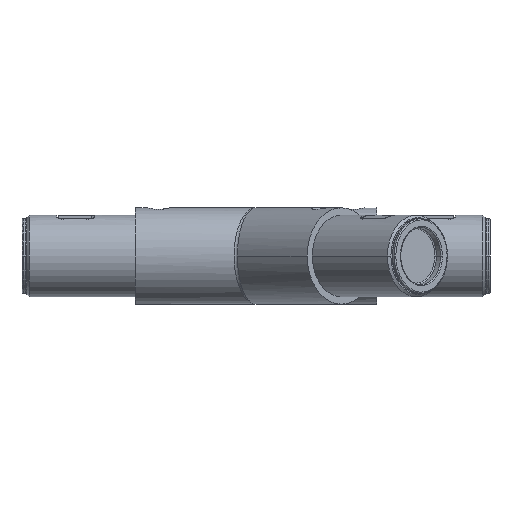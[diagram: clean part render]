
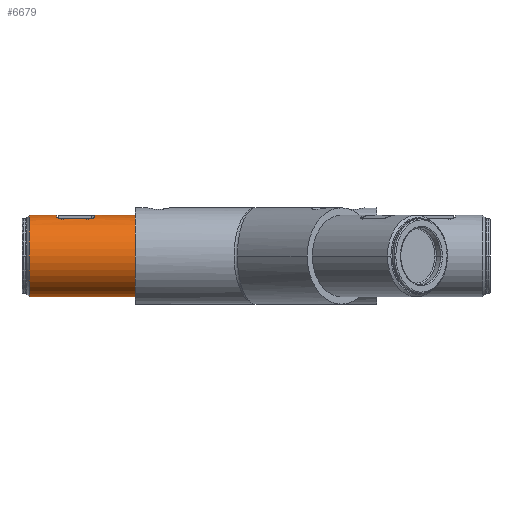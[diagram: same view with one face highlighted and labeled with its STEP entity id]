
A CAD part, front view. The second image highlights one B-rep face of the part: STEP entity #6679.
In plain terms, the highlighted cylindrical face has radius 16.9 mm (diameter 33.8 mm), a partial arc.
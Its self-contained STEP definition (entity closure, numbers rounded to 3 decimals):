
#297 = DIRECTION ( 'NONE',  ( 1., 0., 0. ) ) ;
#398 = AXIS2_PLACEMENT_3D ( 'NONE', #17261, #5089, #17353 ) ;
#438 = CARTESIAN_POINT ( 'NONE',  ( -95., 0., 16.9 ) ) ;
#550 = CARTESIAN_POINT ( 'NONE',  ( -95., -7., 15.382 ) ) ;
#689 = AXIS2_PLACEMENT_3D ( 'NONE', #3251, #1903, #12910 ) ;
#1060 = CARTESIAN_POINT ( 'NONE',  ( -68.116, -6.715, 15.509 ) ) ;
#1082 = ORIENTED_EDGE ( 'NONE', *, *, #5197, .F. ) ;
#1258 = ORIENTED_EDGE ( 'NONE', *, *, #15586, .T. ) ;
#1328 = VECTOR ( 'NONE', #297, 1000. ) ;
#1404 = CIRCLE ( 'NONE', #11875, 16.9 ) ;
#1803 = CIRCLE ( 'NONE', #14278, 16.9 ) ;
#1841 = CARTESIAN_POINT ( 'NONE',  ( -80.5, -7., 15.382 ) ) ;
#1903 = DIRECTION ( 'NONE',  ( 1., 0., 0. ) ) ;
#2107 = CARTESIAN_POINT ( 'NONE',  ( -80.637, -7., 15.382 ) ) ;
#2259 = CARTESIAN_POINT ( 'NONE',  ( -80.5, -7., 15.382 ) ) ;
#2271 = CARTESIAN_POINT ( 'NONE',  ( -69.239, -7., 15.382 ) ) ;
#2651 = CARTESIAN_POINT ( 'NONE',  ( -94., 0., 0. ) ) ;
#2808 = DIRECTION ( 'NONE',  ( -1., 0., 0. ) ) ;
#2865 = CARTESIAN_POINT ( 'NONE',  ( -95., 0., -16.9 ) ) ;
#2985 = CARTESIAN_POINT ( 'NONE',  ( -50., 0., 0. ) ) ;
#3220 = CIRCLE ( 'NONE', #398, 16.9 ) ;
#3251 = CARTESIAN_POINT ( 'NONE',  ( -95., 0., 0. ) ) ;
#3272 = CARTESIAN_POINT ( 'NONE',  ( -82.245, -5.985, 15.805 ) ) ;
#3357 = CARTESIAN_POINT ( 'NONE',  ( -81.038, -6.931, 15.413 ) ) ;
#3390 = VERTEX_POINT ( 'NONE', #15513 ) ;
#3557 = VERTEX_POINT ( 'NONE', #16835 ) ;
#3892 = CARTESIAN_POINT ( 'NONE',  ( -67., -4.862, 16.186 ) ) ;
#4084 = ORIENTED_EDGE ( 'NONE', *, *, #5123, .F. ) ;
#4503 = ORIENTED_EDGE ( 'NONE', *, *, #10488, .F. ) ;
#4673 = VERTEX_POINT ( 'NONE', #16770 ) ;
#4843 = LINE ( 'NONE', #550, #11278 ) ;
#5008 = VERTEX_POINT ( 'NONE', #6444 ) ;
#5089 = DIRECTION ( 'NONE',  ( -1., 0., 0. ) ) ;
#5114 = CARTESIAN_POINT ( 'NONE',  ( -67.464, -6.165, 15.737 ) ) ;
#5123 = EDGE_CURVE ( 'NONE', #4673, #6844, #10040, .T. ) ;
#5197 = EDGE_CURVE ( 'NONE', #15674, #5008, #12753, .T. ) ;
#5374 = EDGE_CURVE ( 'NONE', #4673, #3557, #7357, .T. ) ;
#5377 = CARTESIAN_POINT ( 'NONE',  ( -67., -5.147, 16.1 ) ) ;
#5485 = EDGE_LOOP ( 'NONE', ( #16302, #12070, #4503, #1082, #9274, #17136, #1258, #4084, #12313, #9793 ) ) ;
#5789 = DIRECTION ( 'NONE',  ( 0., 0., -1. ) ) ;
#5994 = CARTESIAN_POINT ( 'NONE',  ( -82.45, -5.514, 15.977 ) ) ;
#6083 = DIRECTION ( 'NONE',  ( 1., 0., 0. ) ) ;
#6444 = CARTESIAN_POINT ( 'NONE',  ( -50., 0., 16.9 ) ) ;
#6530 = CARTESIAN_POINT ( 'NONE',  ( -68.518, -6.882, 15.435 ) ) ;
#6679 = ADVANCED_FACE ( 'NONE', ( #11301 ), #8696, .T. ) ;
#6844 = VERTEX_POINT ( 'NONE', #2259 ) ;
#6866 = DIRECTION ( 'NONE',  ( 1., 0., 0. ) ) ;
#7200 = LINE ( 'NONE', #438, #13676 ) ;
#7295 = CARTESIAN_POINT ( 'NONE',  ( -81.527, -6.721, 15.506 ) ) ;
#7357 = CIRCLE ( 'NONE', #11941, 16.9 ) ;
#7384 = CARTESIAN_POINT ( 'NONE',  ( -82.023, -6.302, 15.681 ) ) ;
#7705 = VERTEX_POINT ( 'NONE', #10327 ) ;
#7945 = EDGE_CURVE ( 'NONE', #7705, #17459, #1404, .T. ) ;
#8336 = DIRECTION ( 'NONE',  ( 1., 0., 0. ) ) ;
#8627 = CARTESIAN_POINT ( 'NONE',  ( -80.774, -6.986, 15.389 ) ) ;
#8696 = CYLINDRICAL_SURFACE ( 'NONE', #689, 16.9 ) ;
#8713 = CARTESIAN_POINT ( 'NONE',  ( -81.409, -6.786, 15.478 ) ) ;
#8733 = CARTESIAN_POINT ( 'NONE',  ( -67., 0., 16.9 ) ) ;
#8791 = B_SPLINE_CURVE_WITH_KNOTS ( 'NONE', 3,
 ( #9354, #15870, #14899, #11854, #6530, #1060, #16052, #5114, #9177, #12121, #5377, #3892 ),
 .UNSPECIFIED., .F., .F.,
 ( 4, 2, 2, 2, 2, 4 ),
 ( 0., 0., 0.001, 0.002, 0.003, 0.004 ),
 .UNSPECIFIED. ) ;
#8874 = CARTESIAN_POINT ( 'NONE',  ( -82.5, 0., 0. ) ) ;
#9098 = EDGE_CURVE ( 'NONE', #17459, #3557, #7200, .T. ) ;
#9177 = CARTESIAN_POINT ( 'NONE',  ( -67.296, -5.932, 15.827 ) ) ;
#9274 = ORIENTED_EDGE ( 'NONE', *, *, #9536, .F. ) ;
#9354 = CARTESIAN_POINT ( 'NONE',  ( -69.239, -7., 15.382 ) ) ;
#9536 = EDGE_CURVE ( 'NONE', #3390, #15674, #3220, .T. ) ;
#9793 = ORIENTED_EDGE ( 'NONE', *, *, #9098, .F. ) ;
#9894 = CARTESIAN_POINT ( 'NONE',  ( -81.165, -6.891, 15.431 ) ) ;
#10040 = B_SPLINE_CURVE_WITH_KNOTS ( 'NONE', 3,
 ( #15431, #12665, #5994, #15519, #3272, #11323, #7384, #12844, #16840, #7295, #8713, #9894, #3357, #8627, #2107, #1841 ),
 .UNSPECIFIED., .F., .F.,
 ( 4, 2, 2, 2, 2, 2, 2, 4 ),
 ( 0., 0.001, 0.001, 0.002, 0.002, 0.002, 0.003, 0.003 ),
 .UNSPECIFIED. ) ;
#10327 = CARTESIAN_POINT ( 'NONE',  ( -94., 0., -16.9 ) ) ;
#10488 = EDGE_CURVE ( 'NONE', #5008, #12701, #1803, .T. ) ;
#10952 = DIRECTION ( 'NONE',  ( 0., 0., 1. ) ) ;
#11278 = VECTOR ( 'NONE', #11522, 1000. ) ;
#11301 = FACE_OUTER_BOUND ( 'NONE', #5485, .T. ) ;
#11323 = CARTESIAN_POINT ( 'NONE',  ( -82.105, -6.2, 15.722 ) ) ;
#11522 = DIRECTION ( 'NONE',  ( -1., 0., 0. ) ) ;
#11645 = VECTOR ( 'NONE', #6083, 1000. ) ;
#11854 = CARTESIAN_POINT ( 'NONE',  ( -68.659, -6.926, 15.416 ) ) ;
#11875 = AXIS2_PLACEMENT_3D ( 'NONE', #2651, #16127, #17372 ) ;
#11907 = EDGE_CURVE ( 'NONE', #12784, #3390, #8791, .T. ) ;
#11941 = AXIS2_PLACEMENT_3D ( 'NONE', #8874, #2808, #10952 ) ;
#12070 = ORIENTED_EDGE ( 'NONE', *, *, #17311, .T. ) ;
#12121 = CARTESIAN_POINT ( 'NONE',  ( -67.065, -5.426, 16.008 ) ) ;
#12313 = ORIENTED_EDGE ( 'NONE', *, *, #5374, .T. ) ;
#12417 = LINE ( 'NONE', #2865, #1328 ) ;
#12566 = CARTESIAN_POINT ( 'NONE',  ( -50., 0., -16.9 ) ) ;
#12665 = CARTESIAN_POINT ( 'NONE',  ( -82.5, -5.261, 16.063 ) ) ;
#12701 = VERTEX_POINT ( 'NONE', #12566 ) ;
#12753 = LINE ( 'NONE', #15687, #11645 ) ;
#12784 = VERTEX_POINT ( 'NONE', #2271 ) ;
#12844 = CARTESIAN_POINT ( 'NONE',  ( -81.842, -6.488, 15.605 ) ) ;
#12910 = DIRECTION ( 'NONE',  ( 0., 0., 1. ) ) ;
#13676 = VECTOR ( 'NONE', #6866, 1000. ) ;
#14278 = AXIS2_PLACEMENT_3D ( 'NONE', #2985, #8336, #5789 ) ;
#14899 = CARTESIAN_POINT ( 'NONE',  ( -68.945, -6.985, 15.389 ) ) ;
#15431 = CARTESIAN_POINT ( 'NONE',  ( -82.5, -5., 16.143 ) ) ;
#15513 = CARTESIAN_POINT ( 'NONE',  ( -67., -4.862, 16.186 ) ) ;
#15519 = CARTESIAN_POINT ( 'NONE',  ( -82.305, -5.872, 15.848 ) ) ;
#15586 = EDGE_CURVE ( 'NONE', #12784, #6844, #4843, .T. ) ;
#15674 = VERTEX_POINT ( 'NONE', #8733 ) ;
#15687 = CARTESIAN_POINT ( 'NONE',  ( -95., 0., 16.9 ) ) ;
#15870 = CARTESIAN_POINT ( 'NONE',  ( -69.091, -7., 15.382 ) ) ;
#16052 = CARTESIAN_POINT ( 'NONE',  ( -67.872, -6.554, 15.579 ) ) ;
#16127 = DIRECTION ( 'NONE',  ( -1., 0., 0. ) ) ;
#16302 = ORIENTED_EDGE ( 'NONE', *, *, #7945, .F. ) ;
#16680 = CARTESIAN_POINT ( 'NONE',  ( -94., 0., 16.9 ) ) ;
#16770 = CARTESIAN_POINT ( 'NONE',  ( -82.5, -5., 16.143 ) ) ;
#16835 = CARTESIAN_POINT ( 'NONE',  ( -82.5, 0., 16.9 ) ) ;
#16840 = CARTESIAN_POINT ( 'NONE',  ( -81.743, -6.572, 15.57 ) ) ;
#17136 = ORIENTED_EDGE ( 'NONE', *, *, #11907, .F. ) ;
#17261 = CARTESIAN_POINT ( 'NONE',  ( -67., 0., 0. ) ) ;
#17311 = EDGE_CURVE ( 'NONE', #7705, #12701, #12417, .T. ) ;
#17353 = DIRECTION ( 'NONE',  ( 0., 0., -1. ) ) ;
#17372 = DIRECTION ( 'NONE',  ( 0., 0., -1. ) ) ;
#17459 = VERTEX_POINT ( 'NONE', #16680 ) ;
